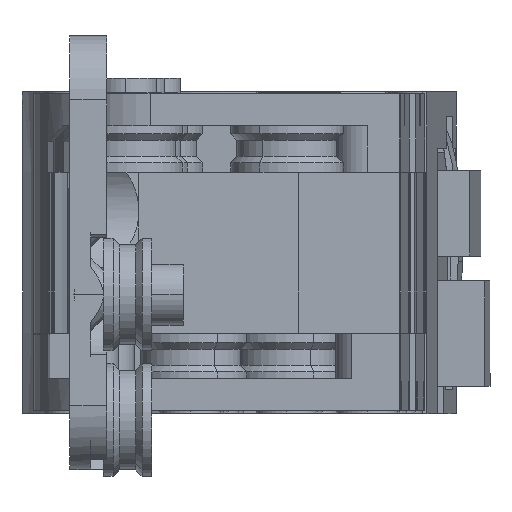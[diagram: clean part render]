
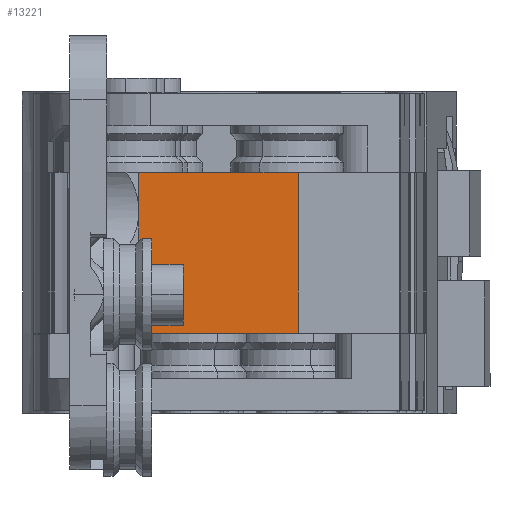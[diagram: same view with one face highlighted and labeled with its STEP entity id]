
A CAD part, left-side view. The second image highlights one B-rep face of the part: STEP entity #13221.
In plain terms, the highlighted planar face has unit normal (-1, 0, 0).
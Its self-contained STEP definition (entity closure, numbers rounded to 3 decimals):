
#13151=AXIS2_PLACEMENT_3D('Plane Axis2P3D',#13148,#13149,#13150) ;
#13148=CARTESIAN_POINT('Axis2P3D Location',(-5.,0.,0.)) ;
#13159=CARTESIAN_POINT('Vertex',(-5.,-6.697,10.)) ;
#13162=CARTESIAN_POINT('Line Origine',(-5.,-6.697,5.)) ;
#13166=CARTESIAN_POINT('Vertex',(-5.,-6.697,0.)) ;
#13188=CARTESIAN_POINT('Line Origine',(-5.,3.2,3.8)) ;
#13192=CARTESIAN_POINT('Vertex',(-5.,3.2,7.6)) ;
#13194=CARTESIAN_POINT('Vertex',(-5.,3.2,0.)) ;
#13197=CARTESIAN_POINT('Line Origine',(-5.,-1.748,0.)) ;
#13202=CARTESIAN_POINT('Line Origine',(-5.,-1.748,10.)) ;
#13206=CARTESIAN_POINT('Vertex',(-5.,3.2,10.)) ;
#13209=CARTESIAN_POINT('Line Origine',(-5.,3.2,8.8)) ;
#13149=DIRECTION('Axis2P3D Direction',(1.,0.,0.)) ;
#13150=DIRECTION('Axis2P3D XDirection',(0.,1.,0.)) ;
#13163=DIRECTION('Vector Direction',(0.,0.,-1.)) ;
#13189=DIRECTION('Vector Direction',(0.,0.,-1.)) ;
#13198=DIRECTION('Vector Direction',(0.,1.,0.)) ;
#13203=DIRECTION('Vector Direction',(0.,1.,0.)) ;
#13210=DIRECTION('Vector Direction',(0.,0.,-1.)) ;
#13164=VECTOR('Line Direction',#13163,1.) ;
#13190=VECTOR('Line Direction',#13189,1.) ;
#13199=VECTOR('Line Direction',#13198,1.) ;
#13204=VECTOR('Line Direction',#13203,1.) ;
#13211=VECTOR('Line Direction',#13210,1.) ;
#13215=ORIENTED_EDGE('',*,*,#13196,.T.) ;
#13216=ORIENTED_EDGE('',*,*,#13201,.F.) ;
#13217=ORIENTED_EDGE('',*,*,#13168,.T.) ;
#13218=ORIENTED_EDGE('',*,*,#13208,.T.) ;
#13219=ORIENTED_EDGE('',*,*,#13213,.T.) ;
#13221=ADVANCED_FACE('\X2\96F64EF651E04F554F53\X0\',(#13220),#13152,.F.) ;
#13168=EDGE_CURVE('',#13167,#13160,#13165,.F.) ;
#13196=EDGE_CURVE('',#13193,#13195,#13191,.T.) ;
#13201=EDGE_CURVE('',#13167,#13195,#13200,.T.) ;
#13208=EDGE_CURVE('',#13160,#13207,#13205,.T.) ;
#13213=EDGE_CURVE('',#13207,#13193,#13212,.T.) ;
#13214=EDGE_LOOP('',(#13215,#13216,#13217,#13218,#13219)) ;
#13220=FACE_OUTER_BOUND('',#13214,.T.) ;
#13165=LINE('Line',#13162,#13164) ;
#13191=LINE('Line',#13188,#13190) ;
#13200=LINE('Line',#13197,#13199) ;
#13205=LINE('Line',#13202,#13204) ;
#13212=LINE('Line',#13209,#13211) ;
#13152=PLANE('',#13151) ;
#13160=VERTEX_POINT('',#13159) ;
#13167=VERTEX_POINT('',#13166) ;
#13193=VERTEX_POINT('',#13192) ;
#13195=VERTEX_POINT('',#13194) ;
#13207=VERTEX_POINT('',#13206) ;
